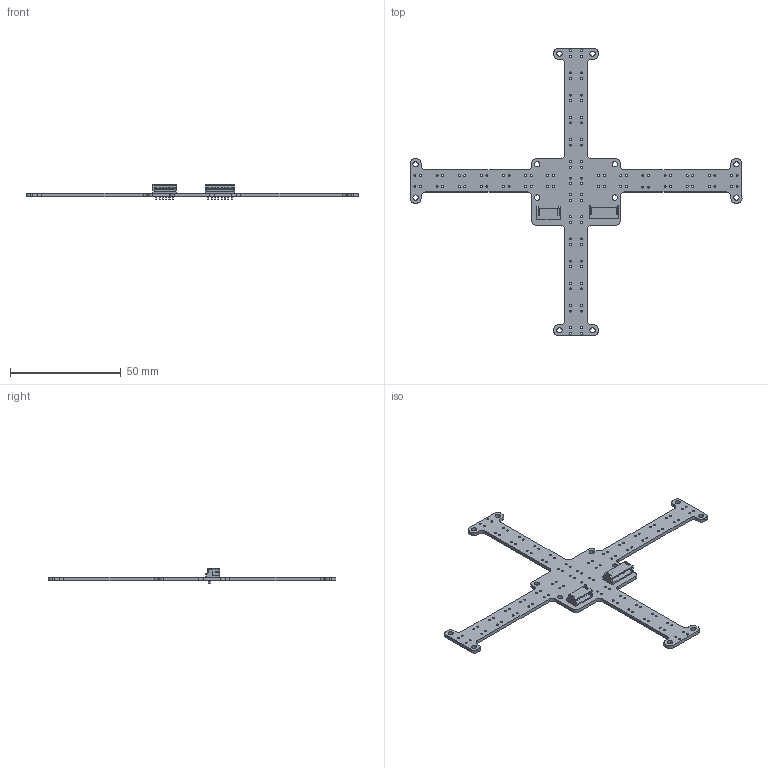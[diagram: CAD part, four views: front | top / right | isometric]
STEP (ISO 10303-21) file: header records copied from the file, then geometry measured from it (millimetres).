
FILE_DESCRIPTION(('KiCad electronic assembly'),'2;1');
FILE_NAME('line_senser20220224.step','2022-02-24T20:39:02',('Pcbnew'),( 'Kicad'),'Open CASCADE STEP processor 7.6','KiCad to STEP converter' ,'Unknown');
FILE_SCHEMA(('AUTOMOTIVE_DESIGN { 1 0 10303 214 1 1 1 1 }'));
Length unit declared in the file: millimetre
Products named in the file (6): line_senser20220224 1; S8B-ZR; SOLID; S6B-ZR; line_senser20220224 PCB
Assembly tree (5 placements, depth 3):
  line_senser20220224 1
    S8B-ZR
      SOLID
    S6B-ZR
      SOLID
    line_senser20220224 PCB
Bounding box: 150 x 130 x 6.4 mm (x, y, z)
Volume: 5649.6 mm3; surface area: 9210.3 mm2
Topology: 3 solids, 3 shells, 360 faces, 998 edges, 664 vertices
Faces by surface type: cylinder 174, bspline 148, plane 38
Full cylindrical faces by diameter (mm): 0.73 x14, 0.9 x112, 2.4 x12
Entity records: 26385 total; most frequent: CARTESIAN_POINT 7028, DIRECTION 2674, ORIENTED_EDGE 1996, PCURVE 1996, DEFINITIONAL_REPRESENTATION 1996, LINE 1194, VECTOR 1194, EDGE_CURVE 998
